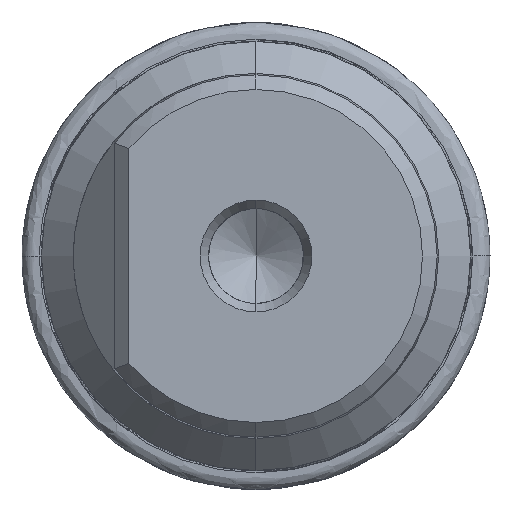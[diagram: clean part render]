
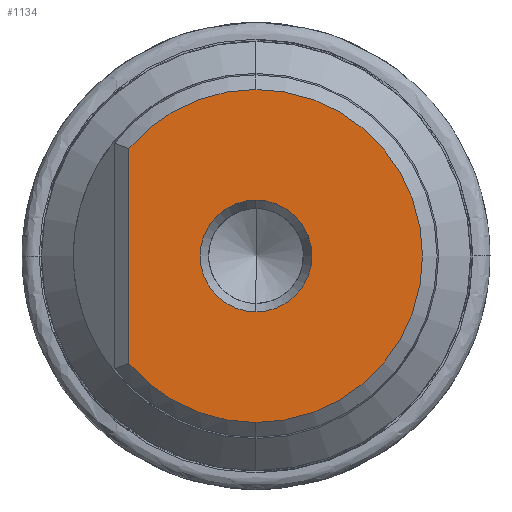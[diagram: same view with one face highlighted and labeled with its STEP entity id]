
A CAD part, left-side view. The second image highlights one B-rep face of the part: STEP entity #1134.
In plain terms, the highlighted planar face has unit normal (-1, 0, 0).
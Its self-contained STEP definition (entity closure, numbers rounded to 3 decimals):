
#92 = DIRECTION ( 'NONE',  ( 1., 0., 0. ) ) ;
#94 = CARTESIAN_POINT ( 'NONE',  ( -103.72, 0., 0. ) ) ;
#105 = DIRECTION ( 'NONE',  ( 0., 0., -1. ) ) ;
#736 = EDGE_CURVE ( 'NONE', #1006, #1039, #2780, .T. ) ;
#855 = EDGE_CURVE ( 'NONE', #1039, #1044, #2841, .T. ) ;
#858 = EDGE_CURVE ( 'NONE', #1004, #1027, #2845, .T. ) ;
#1004 = VERTEX_POINT ( 'NONE', #4315 ) ;
#1006 = VERTEX_POINT ( 'NONE', #4317 ) ;
#1027 = VERTEX_POINT ( 'NONE', #4336 ) ;
#1039 = VERTEX_POINT ( 'NONE', #4348 ) ;
#1044 = VERTEX_POINT ( 'NONE', #4353 ) ;
#1134 = ADVANCED_FACE ( 'NONE', ( #3062, #3055 ), #5745, .T. ) ;
#1232 = VERTEX_POINT ( 'NONE', #6207 ) ;
#1503 = ORIENTED_EDGE ( 'NONE', *, *, #1882, .F. ) ;
#1504 = ORIENTED_EDGE ( 'NONE', *, *, #1883, .F. ) ;
#1505 = ORIENTED_EDGE ( 'NONE', *, *, #855, .F. ) ;
#1506 = ORIENTED_EDGE ( 'NONE', *, *, #736, .F. ) ;
#1507 = ORIENTED_EDGE ( 'NONE', *, *, #858, .T. ) ;
#1508 = ORIENTED_EDGE ( 'NONE', *, *, #1881, .T. ) ;
#1881 = EDGE_CURVE ( 'NONE', #1027, #1004, #6846, .T. ) ;
#1882 = EDGE_CURVE ( 'NONE', #1232, #1006, #6847, .T. ) ;
#1883 = EDGE_CURVE ( 'NONE', #1044, #1232, #6849, .T. ) ;
#2081 = AXIS2_PLACEMENT_3D ( 'NONE', #94, #92, #105 ) ;
#2104 = AXIS2_PLACEMENT_3D ( 'NONE', #3996, #3997, #3998 ) ;
#2105 = AXIS2_PLACEMENT_3D ( 'NONE', #4005, #4006, #4007 ) ;
#2422 = EDGE_LOOP ( 'NONE', ( #1507, #1508 ) ) ;
#2427 = EDGE_LOOP ( 'NONE', ( #1503, #1504, #1505, #1506 ) ) ;
#2780 = CIRCLE ( 'NONE', #2081, 11.4 ) ;
#2841 = CIRCLE ( 'NONE', #2104, 11.4 ) ;
#2845 = CIRCLE ( 'NONE', #2105, 3.827 ) ;
#3055 = FACE_BOUND ( 'NONE', #2422, .T. ) ;
#3062 = FACE_OUTER_BOUND ( 'NONE', #2427, .T. ) ;
#3996 = CARTESIAN_POINT ( 'NONE',  ( -103.72, 0., 0. ) ) ;
#3997 = DIRECTION ( 'NONE',  ( 1., 0., 0. ) ) ;
#3998 = DIRECTION ( 'NONE',  ( 0., 0., -1. ) ) ;
#4005 = CARTESIAN_POINT ( 'NONE',  ( -103.72, 0., 0. ) ) ;
#4006 = DIRECTION ( 'NONE',  ( 1., 0., 0. ) ) ;
#4007 = DIRECTION ( 'NONE',  ( 0., 0., -1. ) ) ;
#4315 = CARTESIAN_POINT ( 'NONE',  ( -103.72, 0., 3.827 ) ) ;
#4317 = CARTESIAN_POINT ( 'NONE',  ( -103.72, 8.7, 7.367 ) ) ;
#4336 = CARTESIAN_POINT ( 'NONE',  ( -103.72, 0., -3.827 ) ) ;
#4348 = CARTESIAN_POINT ( 'NONE',  ( -103.72, 0., 11.4 ) ) ;
#4353 = CARTESIAN_POINT ( 'NONE',  ( -103.72, 0., -11.4 ) ) ;
#5574 = AXIS2_PLACEMENT_3D ( 'NONE', #5744, #5747, #5748 ) ;
#5642 = AXIS2_PLACEMENT_3D ( 'NONE', #7141, #7142, #7143 ) ;
#5643 = AXIS2_PLACEMENT_3D ( 'NONE', #7146, #7147, #7148 ) ;
#5744 = CARTESIAN_POINT ( 'NONE',  ( -103.72, 11.4, 0. ) ) ;
#5745 = PLANE ( 'NONE',  #5574 ) ;
#5747 = DIRECTION ( 'NONE',  ( -1., 0., 0. ) ) ;
#5748 = DIRECTION ( 'NONE',  ( 0., 0., 1. ) ) ;
#6207 = CARTESIAN_POINT ( 'NONE',  ( -103.72, 8.7, -7.367 ) ) ;
#6846 = CIRCLE ( 'NONE', #5642, 3.827 ) ;
#6847 = LINE ( 'NONE', #7134, #6850 ) ;
#6849 = CIRCLE ( 'NONE', #5643, 11.4 ) ;
#6850 = VECTOR ( 'NONE', #7135, 1000. ) ;
#7134 = CARTESIAN_POINT ( 'NONE',  ( -103.72, 8.7, 0. ) ) ;
#7135 = DIRECTION ( 'NONE',  ( 0., 0., 1. ) ) ;
#7141 = CARTESIAN_POINT ( 'NONE',  ( -103.72, 0., 0. ) ) ;
#7142 = DIRECTION ( 'NONE',  ( 1., 0., 0. ) ) ;
#7143 = DIRECTION ( 'NONE',  ( 0., 0., -1. ) ) ;
#7146 = CARTESIAN_POINT ( 'NONE',  ( -103.72, 0., 0. ) ) ;
#7147 = DIRECTION ( 'NONE',  ( 1., 0., 0. ) ) ;
#7148 = DIRECTION ( 'NONE',  ( 0., 0., -1. ) ) ;
